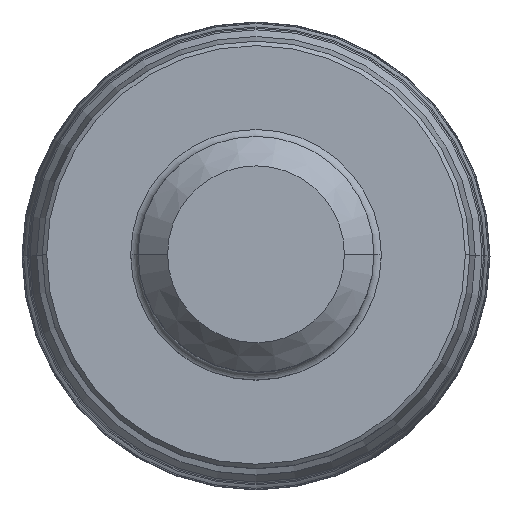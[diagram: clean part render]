
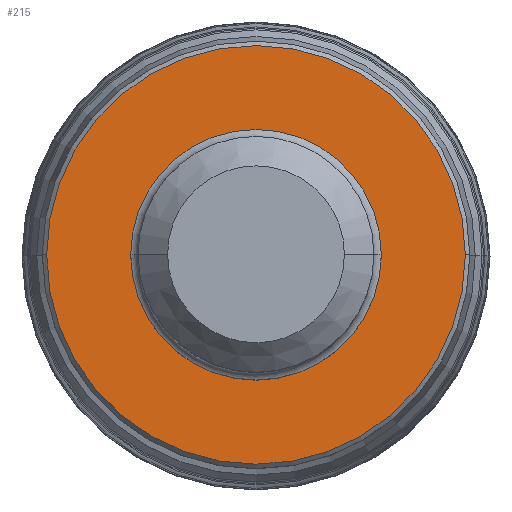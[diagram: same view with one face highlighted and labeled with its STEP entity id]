
A CAD part, top view. The second image highlights one B-rep face of the part: STEP entity #215.
In plain terms, the highlighted planar face has unit normal (0, 0, 1).
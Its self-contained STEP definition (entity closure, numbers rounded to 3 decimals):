
#56=PLANE('',#1939);
#63=FACE_BOUND('',#460,.T.);
#64=FACE_BOUND('',#461,.T.);
#215=ADVANCED_FACE('',(#63,#64),#56,.T.);
#460=EDGE_LOOP('',(#819,#820,#821,#822));
#461=EDGE_LOOP('',(#823,#824));
#819=ORIENTED_EDGE('',*,*,#1211,.F.);
#820=ORIENTED_EDGE('',*,*,#1210,.T.);
#821=ORIENTED_EDGE('',*,*,#1212,.F.);
#822=ORIENTED_EDGE('',*,*,#1213,.T.);
#823=ORIENTED_EDGE('',*,*,#1214,.F.);
#824=ORIENTED_EDGE('',*,*,#1215,.F.);
#1011=VERTEX_POINT('',#3577);
#1012=VERTEX_POINT('',#3579);
#1013=VERTEX_POINT('',#3581);
#1014=VERTEX_POINT('',#3585);
#1015=VERTEX_POINT('',#3588);
#1016=VERTEX_POINT('',#3589);
#1210=EDGE_CURVE('',#1013,#1012,#1459,.T.);
#1211=EDGE_CURVE('',#1013,#1011,#1460,.T.);
#1212=EDGE_CURVE('',#1014,#1012,#1461,.T.);
#1213=EDGE_CURVE('',#1014,#1011,#1462,.T.);
#1214=EDGE_CURVE('',#1015,#1016,#1463,.T.);
#1215=EDGE_CURVE('',#1016,#1015,#1464,.T.);
#1459=CIRCLE('',#1932,14.2);
#1460=CIRCLE('',#1933,14.2);
#1461=CIRCLE('',#1935,14.2);
#1462=CIRCLE('',#1936,14.2);
#1463=CIRCLE('',#1937,8.5);
#1464=CIRCLE('',#1938,8.5);
#1932=AXIS2_PLACEMENT_3D('',#3580,#2427,#2428);
#1933=AXIS2_PLACEMENT_3D('',#3582,#2429,#2430);
#1935=AXIS2_PLACEMENT_3D('',#3584,#2433,#2434);
#1936=AXIS2_PLACEMENT_3D('',#3586,#2435,#2436);
#1937=AXIS2_PLACEMENT_3D('',#3587,#2437,#2438);
#1938=AXIS2_PLACEMENT_3D('',#3590,#2439,#2440);
#1939=AXIS2_PLACEMENT_3D('',#3591,#2441,#2442);
#2427=DIRECTION('',(0.,0.,1.));
#2428=DIRECTION('',(1.,-0.002,0.));
#2429=DIRECTION('',(0.,0.,-1.));
#2430=DIRECTION('',(1.,-0.002,0.));
#2433=DIRECTION('',(0.,0.,-1.));
#2434=DIRECTION('',(-1.,0.002,0.));
#2435=DIRECTION('',(0.,0.,1.));
#2436=DIRECTION('',(-1.,0.002,0.));
#2437=DIRECTION('',(0.,0.,1.));
#2438=DIRECTION('',(1.,0.,0.));
#2439=DIRECTION('',(0.,0.,1.));
#2440=DIRECTION('',(-1.,0.,0.));
#2441=DIRECTION('',(0.,0.,1.));
#2442=DIRECTION('',(-1.,0.,0.));
#3577=CARTESIAN_POINT('',(-14.2,0.,0.));
#3579=CARTESIAN_POINT('',(14.2,0.,0.));
#3580=CARTESIAN_POINT('',(0.,0.,0.));
#3581=CARTESIAN_POINT('',(14.2,-0.022,0.));
#3582=CARTESIAN_POINT('',(0.,0.,0.));
#3584=CARTESIAN_POINT('',(0.,0.,0.));
#3585=CARTESIAN_POINT('',(-14.2,0.022,0.));
#3586=CARTESIAN_POINT('',(0.,0.,0.));
#3587=CARTESIAN_POINT('',(0.,0.,0.));
#3588=CARTESIAN_POINT('',(8.5,0.,0.));
#3589=CARTESIAN_POINT('',(-8.5,0.,0.));
#3590=CARTESIAN_POINT('',(0.,0.,0.));
#3591=CARTESIAN_POINT('',(0.,0.,0.));
